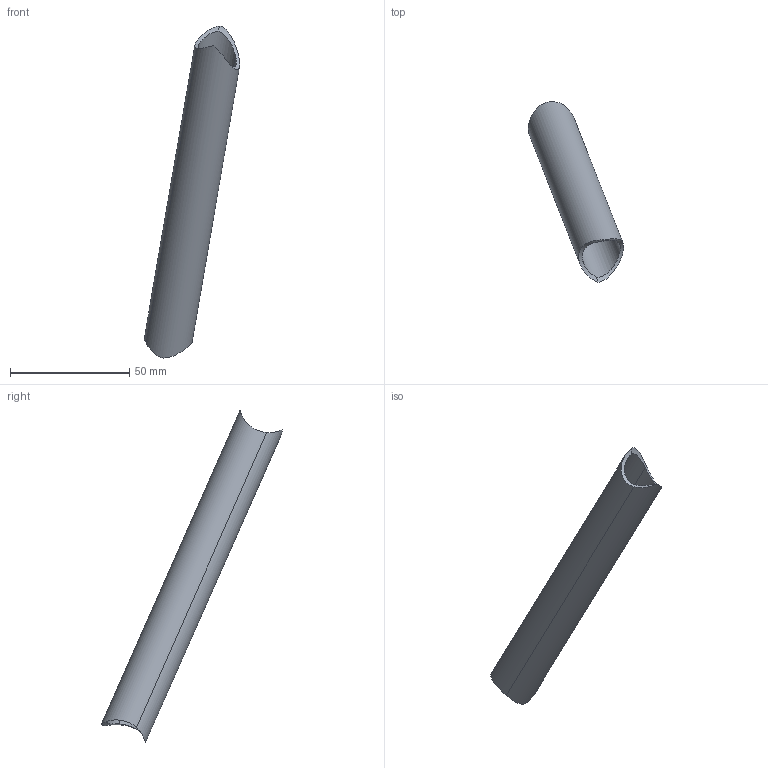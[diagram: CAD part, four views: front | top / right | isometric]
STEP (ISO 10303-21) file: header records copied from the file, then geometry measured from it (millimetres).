
FILE_DESCRIPTION(('STEP AP214'),'1');
FILE_NAME('40.stp','2018-02-08T14:01:54',(' '),(' '),'Spatial InterOp 3D',' ',' ');
FILE_SCHEMA(('automotive_design'));
Length unit declared in the file: metre
Products named in the file (1): Corps1
Bounding box: 39.95 x 75.8 x 139.12 mm (x, y, z)
Volume: 11916.4 mm3; surface area: 16120.1 mm2
Topology: 1 solids, 1 shells, 8 faces, 24 edges, 16 vertices
Faces by surface type: cylinder 6, extrusion 2
Entity records: 709 total; most frequent: CARTESIAN_POINT 419, ORIENTED_EDGE 48, DIRECTION 32, EDGE_CURVE 24, VERTEX_POINT 16, B_SPLINE_CURVE_WITH_KNOTS 16, AXIS2_PLACEMENT_3D 13, STYLED_ITEM 9
